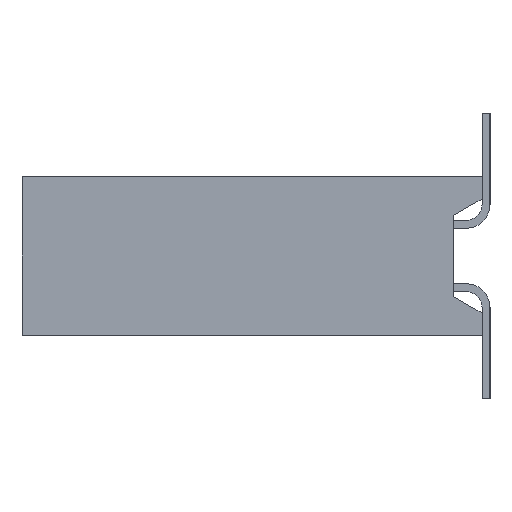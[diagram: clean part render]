
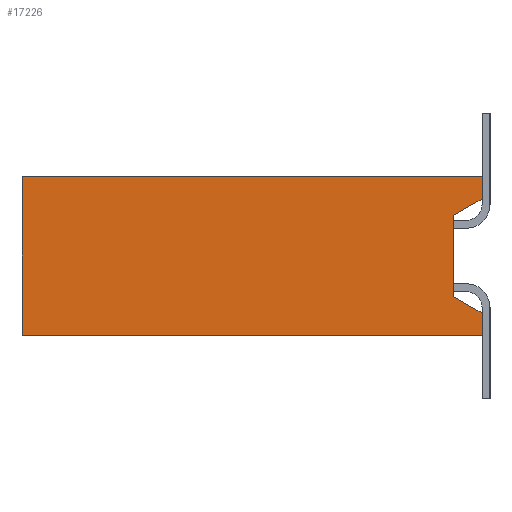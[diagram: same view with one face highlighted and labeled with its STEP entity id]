
A CAD part, left-side view. The second image highlights one B-rep face of the part: STEP entity #17226.
In plain terms, the highlighted planar face has unit normal (-1, 0, 0).
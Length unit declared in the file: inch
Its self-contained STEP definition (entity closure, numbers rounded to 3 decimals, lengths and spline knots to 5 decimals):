
#1614=ORIENTED_EDGE('',*,*,#6308,.F.);
#1615=ORIENTED_EDGE('',*,*,#5936,.T.);
#1616=ORIENTED_EDGE('',*,*,#6106,.F.);
#1617=ORIENTED_EDGE('',*,*,#5368,.F.);
#1618=ORIENTED_EDGE('',*,*,#6102,.T.);
#1619=ORIENTED_EDGE('',*,*,#6020,.T.);
#1620=ORIENTED_EDGE('',*,*,#6371,.F.);
#1621=ORIENTED_EDGE('',*,*,#6372,.F.);
#5368=EDGE_CURVE('',#7900,#7901,#9588,.T.);
#5936=EDGE_CURVE('',#8309,#8308,#10156,.T.);
#6020=EDGE_CURVE('',#8393,#8392,#10240,.T.);
#6102=EDGE_CURVE('',#7900,#8393,#10322,.T.);
#6106=EDGE_CURVE('',#7901,#8308,#10326,.T.);
#6308=EDGE_CURVE('',#8309,#8595,#10528,.T.);
#6371=EDGE_CURVE('',#8637,#8392,#10591,.T.);
#6372=EDGE_CURVE('',#8595,#8637,#10592,.T.);
#7900=VERTEX_POINT('',#23432);
#7901=VERTEX_POINT('',#23434);
#8308=VERTEX_POINT('',#24569);
#8309=VERTEX_POINT('',#24571);
#8392=VERTEX_POINT('',#24758);
#8393=VERTEX_POINT('',#24760);
#8595=VERTEX_POINT('',#25271);
#8637=VERTEX_POINT('',#25398);
#9588=LINE('',#23433,#12040);
#10156=LINE('',#24570,#12608);
#10240=LINE('',#24759,#12692);
#10322=LINE('',#24883,#12774);
#10326=LINE('',#24889,#12778);
#10528=LINE('',#25273,#12980);
#10591=LINE('',#25399,#13043);
#10592=LINE('',#25401,#13044);
#12040=VECTOR('',#18964,39.37008);
#12608=VECTOR('',#19854,39.37008);
#12692=VECTOR('',#19980,39.37008);
#12774=VECTOR('',#20064,39.37008);
#12778=VECTOR('',#20070,39.37008);
#12980=VECTOR('',#20314,39.37008);
#13043=VECTOR('',#20419,39.37008);
#13044=VECTOR('',#20422,39.37008);
#14604=EDGE_LOOP('',(#1614,#1615,#1616,#1617,#1618,#1619,#1620,#1621));
#15530=FACE_BOUND('',#14604,.T.);
#16417=PLANE('',#18102);
#17226=ADVANCED_FACE('',(#15530),#16417,.F.);
#18102=AXIS2_PLACEMENT_3D('',#25400,#20420,#20421);
#18964=DIRECTION('',(0.,0.,1.));
#19854=DIRECTION('',(0.,0.,1.));
#19980=DIRECTION('',(0.,0.,1.));
#20064=DIRECTION('',(0.,-1.,0.));
#20070=DIRECTION('',(0.,-1.,0.));
#20314=DIRECTION('',(0.,0.866,-0.5));
#20419=DIRECTION('',(0.,-0.866,-0.5));
#20420=DIRECTION('',(1.,0.,0.));
#20421=DIRECTION('',(0.,0.,-1.));
#20422=DIRECTION('',(0.,0.,-1.));
#23432=CARTESIAN_POINT('',(-1.,0.29,-0.05));
#23433=CARTESIAN_POINT('',(-1.,0.29,-0.05));
#23434=CARTESIAN_POINT('',(-1.,0.29,0.05));
#24569=CARTESIAN_POINT('',(-1.,0.,0.05));
#24570=CARTESIAN_POINT('',(-1.,0.,-0.05));
#24571=CARTESIAN_POINT('',(-1.,0.,0.036));
#24758=CARTESIAN_POINT('',(-1.,0.,-0.036));
#24759=CARTESIAN_POINT('',(-1.,0.,-0.05));
#24760=CARTESIAN_POINT('',(-1.,0.,-0.05));
#24883=CARTESIAN_POINT('',(-1.,0.29,-0.05));
#24889=CARTESIAN_POINT('',(-1.,0.29,0.05));
#25271=CARTESIAN_POINT('',(-1.,0.018,0.02561));
#25273=CARTESIAN_POINT('',(-1.,0.25474,-0.11107));
#25398=CARTESIAN_POINT('',(-1.,0.018,-0.02561));
#25399=CARTESIAN_POINT('',(-1.,0.21144,0.08607));
#25400=CARTESIAN_POINT('',(-1.,0.29,-0.05));
#25401=CARTESIAN_POINT('',(-1.,0.018,-0.05));
